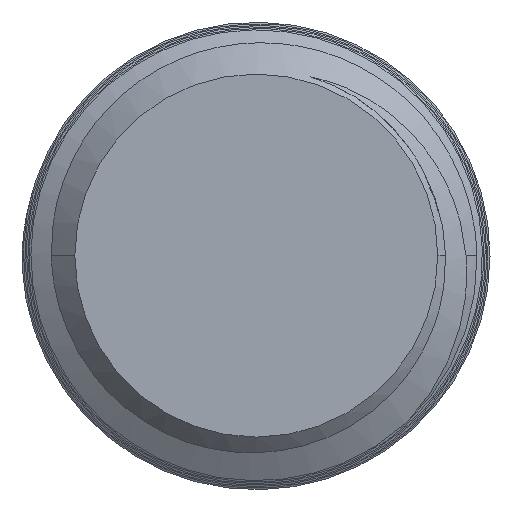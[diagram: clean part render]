
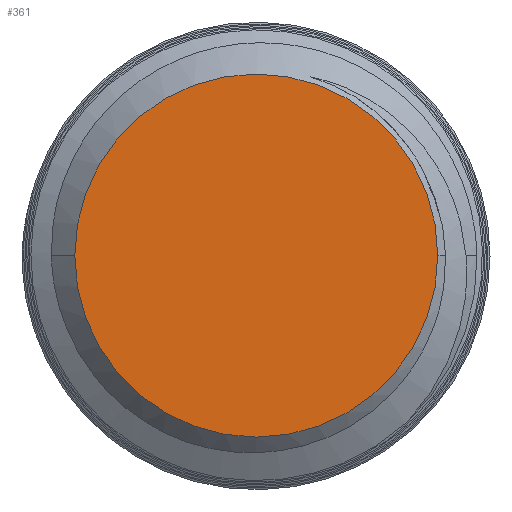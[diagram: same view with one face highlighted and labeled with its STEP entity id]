
A CAD part, left-side view. The second image highlights one B-rep face of the part: STEP entity #361.
In plain terms, the highlighted face is planar.
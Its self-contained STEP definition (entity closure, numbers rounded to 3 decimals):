
#25=PLANE('',#396);
#95=FACE_OUTER_BOUND('',#120,.T.);
#120=EDGE_LOOP('',(#293,#294));
#137=CIRCLE('',#385,5.28);
#138=CIRCLE('',#387,5.28);
#163=VERTEX_POINT('',#610);
#164=VERTEX_POINT('',#611);
#196=EDGE_CURVE('',#163,#164,#137,.T.);
#200=EDGE_CURVE('',#164,#163,#138,.T.);
#293=ORIENTED_EDGE('',*,*,#200,.T.);
#294=ORIENTED_EDGE('',*,*,#196,.T.);
#361=ADVANCED_FACE('',(#95),#25,.F.);
#385=AXIS2_PLACEMENT_3D('',#612,#432,#433);
#387=AXIS2_PLACEMENT_3D('',#642,#438,#439);
#396=AXIS2_PLACEMENT_3D('',#3156,#457,#458);
#432=DIRECTION('center_axis',(1.,0.,0.));
#433=DIRECTION('ref_axis',(0.,0.,-1.));
#438=DIRECTION('center_axis',(1.,0.,0.));
#439=DIRECTION('ref_axis',(0.,0.,-1.));
#457=DIRECTION('center_axis',(-1.,0.,0.));
#458=DIRECTION('ref_axis',(0.,0.,1.));
#610=CARTESIAN_POINT('',(11.43,0.,5.28));
#611=CARTESIAN_POINT('',(11.43,0.,-5.28));
#612=CARTESIAN_POINT('Origin',(11.43,0.,0.));
#642=CARTESIAN_POINT('Origin',(11.43,0.,0.));
#3156=CARTESIAN_POINT('Origin',(11.43,0.,0.));
